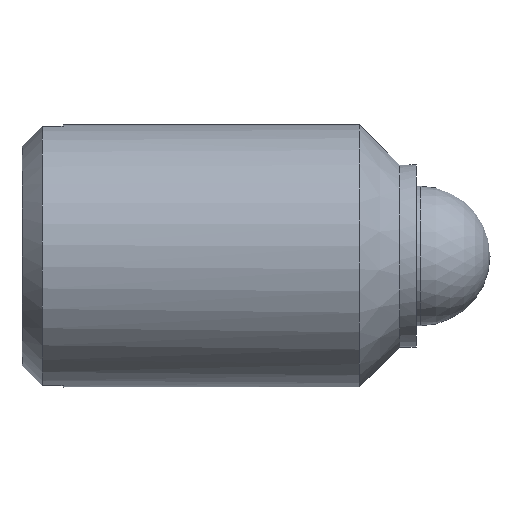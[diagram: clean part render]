
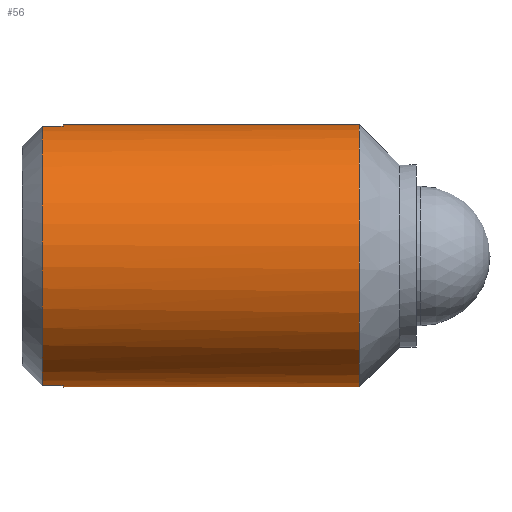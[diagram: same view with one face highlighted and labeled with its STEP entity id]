
A CAD part, front view. The second image highlights one B-rep face of the part: STEP entity #56.
In plain terms, the highlighted cylindrical face has radius 8 mm (diameter 16 mm), a partial arc.
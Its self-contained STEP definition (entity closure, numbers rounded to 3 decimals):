
#56 = ADVANCED_FACE( '', ( #132 ), #133, .T. );
#132 = FACE_OUTER_BOUND( '', #230, .T. );
#133 = CYLINDRICAL_SURFACE( '', #231, 8. );
#230 = EDGE_LOOP( '', ( #329, #330, #331, #332, #333, #334, #335, #336, #337, #338, #339, #340, #341, #342, #343, #344 ) );
#231 = AXIS2_PLACEMENT_3D( '', #345, #346, #347 );
#329 = ORIENTED_EDGE( '', *, *, #554, .F. );
#330 = ORIENTED_EDGE( '', *, *, #555, .T. );
#331 = ORIENTED_EDGE( '', *, *, #556, .T. );
#332 = ORIENTED_EDGE( '', *, *, #557, .T. );
#333 = ORIENTED_EDGE( '', *, *, #558, .T. );
#334 = ORIENTED_EDGE( '', *, *, #559, .F. );
#335 = ORIENTED_EDGE( '', *, *, #560, .F. );
#336 = ORIENTED_EDGE( '', *, *, #561, .F. );
#337 = ORIENTED_EDGE( '', *, *, #562, .T. );
#338 = ORIENTED_EDGE( '', *, *, #563, .F. );
#339 = ORIENTED_EDGE( '', *, *, #564, .F. );
#340 = ORIENTED_EDGE( '', *, *, #565, .F. );
#341 = ORIENTED_EDGE( '', *, *, #566, .T. );
#342 = ORIENTED_EDGE( '', *, *, #567, .F. );
#343 = ORIENTED_EDGE( '', *, *, #568, .F. );
#344 = ORIENTED_EDGE( '', *, *, #569, .F. );
#345 = CARTESIAN_POINT( '', ( 24., 0., 0. ) );
#346 = DIRECTION( '', ( -1., 0., 0. ) );
#347 = DIRECTION( '', ( 0., 0., -1. ) );
#554 = EDGE_CURVE( '', #648, #649, #650, .T. );
#555 = EDGE_CURVE( '', #648, #651, #652, .F. );
#556 = EDGE_CURVE( '', #651, #653, #654, .F. );
#557 = EDGE_CURVE( '', #653, #655, #656, .F. );
#558 = EDGE_CURVE( '', #655, #657, #658, .T. );
#559 = EDGE_CURVE( '', #659, #657, #660, .F. );
#560 = EDGE_CURVE( '', #661, #659, #662, .T. );
#561 = EDGE_CURVE( '', #663, #661, #664, .T. );
#562 = EDGE_CURVE( '', #663, #665, #666, .T. );
#563 = EDGE_CURVE( '', #667, #665, #668, .F. );
#564 = EDGE_CURVE( '', #669, #667, #670, .T. );
#565 = EDGE_CURVE( '', #671, #669, #672, .T. );
#566 = EDGE_CURVE( '', #671, #673, #674, .T. );
#567 = EDGE_CURVE( '', #675, #673, #676, .F. );
#568 = EDGE_CURVE( '', #677, #675, #678, .F. );
#569 = EDGE_CURVE( '', #649, #677, #679, .F. );
#648 = VERTEX_POINT( '', #779 );
#649 = VERTEX_POINT( '', #780 );
#650 = CIRCLE( '', #781, 8. );
#651 = VERTEX_POINT( '', #782 );
#652 = LINE( '', #783, #784 );
#653 = VERTEX_POINT( '', #785 );
#654 = LINE( '', #786, #787 );
#655 = VERTEX_POINT( '', #788 );
#656 = LINE( '', #789, #790 );
#657 = VERTEX_POINT( '', #791 );
#658 = CIRCLE( '', #792, 8. );
#659 = VERTEX_POINT( '', #793 );
#660 = LINE( '', #794, #795 );
#661 = VERTEX_POINT( '', #796 );
#662 = CIRCLE( '', #797, 8. );
#663 = VERTEX_POINT( '', #798 );
#664 = LINE( '', #799, #800 );
#665 = VERTEX_POINT( '', #801 );
#666 = CIRCLE( '', #802, 8. );
#667 = VERTEX_POINT( '', #803 );
#668 = LINE( '', #804, #805 );
#669 = VERTEX_POINT( '', #806 );
#670 = CIRCLE( '', #807, 8. );
#671 = VERTEX_POINT( '', #808 );
#672 = LINE( '', #809, #810 );
#673 = VERTEX_POINT( '', #811 );
#674 = CIRCLE( '', #812, 8. );
#675 = VERTEX_POINT( '', #813 );
#676 = LINE( '', #814, #815 );
#677 = VERTEX_POINT( '', #816 );
#678 = LINE( '', #817, #818 );
#679 = LINE( '', #819, #820 );
#779 = CARTESIAN_POINT( '', ( 20.55, 7.96, 0.8 ) );
#780 = CARTESIAN_POINT( '', ( 20.55, 7.96, -0.8 ) );
#781 = AXIS2_PLACEMENT_3D( '', #961, #962, #963 );
#782 = CARTESIAN_POINT( '', ( 19., 7.96, 0.8 ) );
#783 = CARTESIAN_POINT( '', ( 24., 7.96, 0.8 ) );
#784 = VECTOR( '', #964, 1000. );
#785 = CARTESIAN_POINT( '', ( 3., 7.96, 0.8 ) );
#786 = CARTESIAN_POINT( '', ( 24., 7.96, 0.8 ) );
#787 = VECTOR( '', #965, 1000. );
#788 = CARTESIAN_POINT( '', ( 1.227, 7.96, 0.8 ) );
#789 = CARTESIAN_POINT( '', ( 24., 7.96, 0.8 ) );
#790 = VECTOR( '', #966, 1000. );
#791 = CARTESIAN_POINT( '', ( 1.227, 1.25, 7.902 ) );
#792 = AXIS2_PLACEMENT_3D( '', #967, #968, #969 );
#793 = CARTESIAN_POINT( '', ( 2.5, 1.25, 7.902 ) );
#794 = CARTESIAN_POINT( '', ( 24., 1.25, 7.902 ) );
#795 = VECTOR( '', #970, 1000. );
#796 = CARTESIAN_POINT( '', ( 2.5, -1.25, 7.902 ) );
#797 = AXIS2_PLACEMENT_3D( '', #971, #972, #973 );
#798 = CARTESIAN_POINT( '', ( 1.227, -1.25, 7.902 ) );
#799 = CARTESIAN_POINT( '', ( 24., -1.25, 7.902 ) );
#800 = VECTOR( '', #974, 1000. );
#801 = CARTESIAN_POINT( '', ( 1.227, -1.25, -7.902 ) );
#802 = AXIS2_PLACEMENT_3D( '', #975, #976, #977 );
#803 = CARTESIAN_POINT( '', ( 2.5, -1.25, -7.902 ) );
#804 = CARTESIAN_POINT( '', ( 24., -1.25, -7.902 ) );
#805 = VECTOR( '', #978, 1000. );
#806 = CARTESIAN_POINT( '', ( 2.5, 1.25, -7.902 ) );
#807 = AXIS2_PLACEMENT_3D( '', #979, #980, #981 );
#808 = CARTESIAN_POINT( '', ( 1.227, 1.25, -7.902 ) );
#809 = CARTESIAN_POINT( '', ( 24., 1.25, -7.902 ) );
#810 = VECTOR( '', #982, 1000. );
#811 = CARTESIAN_POINT( '', ( 1.227, 7.96, -0.8 ) );
#812 = AXIS2_PLACEMENT_3D( '', #983, #984, #985 );
#813 = CARTESIAN_POINT( '', ( 3., 7.96, -0.8 ) );
#814 = CARTESIAN_POINT( '', ( 24., 7.96, -0.8 ) );
#815 = VECTOR( '', #986, 1000. );
#816 = CARTESIAN_POINT( '', ( 19., 7.96, -0.8 ) );
#817 = CARTESIAN_POINT( '', ( 24., 7.96, -0.8 ) );
#818 = VECTOR( '', #987, 1000. );
#819 = CARTESIAN_POINT( '', ( 24., 7.96, -0.8 ) );
#820 = VECTOR( '', #988, 1000. );
#961 = CARTESIAN_POINT( '', ( 20.55, 0., 0. ) );
#962 = DIRECTION( '', ( 1., 0., 0. ) );
#963 = DIRECTION( '', ( 0., 0., -1. ) );
#964 = DIRECTION( '', ( 1., 0., 0. ) );
#965 = DIRECTION( '', ( 1., 0., 0. ) );
#966 = DIRECTION( '', ( 1., 0., 0. ) );
#967 = CARTESIAN_POINT( '', ( 1.227, 0., 0. ) );
#968 = DIRECTION( '', ( 1., 0., 0. ) );
#969 = DIRECTION( '', ( 0., 0., -1. ) );
#970 = DIRECTION( '', ( 1., 0., 0. ) );
#971 = CARTESIAN_POINT( '', ( 2.5, 0., 0. ) );
#972 = DIRECTION( '', ( -1., 0., 0. ) );
#973 = DIRECTION( '', ( 0., 0., 1. ) );
#974 = DIRECTION( '', ( 1., 0., 0. ) );
#975 = CARTESIAN_POINT( '', ( 1.227, 0., 0. ) );
#976 = DIRECTION( '', ( 1., 0., 0. ) );
#977 = DIRECTION( '', ( 0., 0., -1. ) );
#978 = DIRECTION( '', ( 1., 0., 0. ) );
#979 = CARTESIAN_POINT( '', ( 2.5, 0., 0. ) );
#980 = DIRECTION( '', ( -1., 0., 0. ) );
#981 = DIRECTION( '', ( 0., 0., 1. ) );
#982 = DIRECTION( '', ( 1., 0., 0. ) );
#983 = CARTESIAN_POINT( '', ( 1.227, 0., 0. ) );
#984 = DIRECTION( '', ( 1., 0., 0. ) );
#985 = DIRECTION( '', ( 0., 0., -1. ) );
#986 = DIRECTION( '', ( 1., 0., 0. ) );
#987 = DIRECTION( '', ( 1., 0., 0. ) );
#988 = DIRECTION( '', ( 1., 0., 0. ) );
